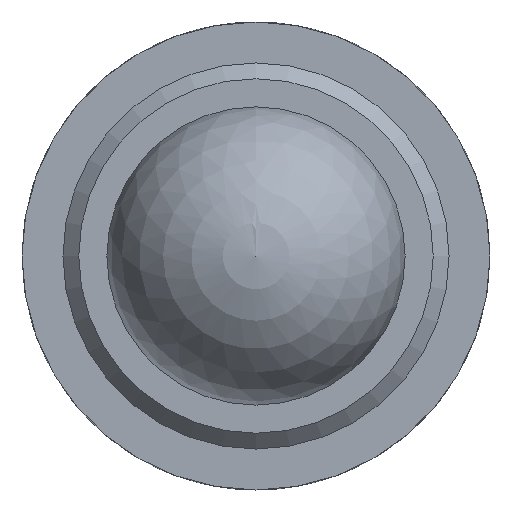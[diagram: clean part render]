
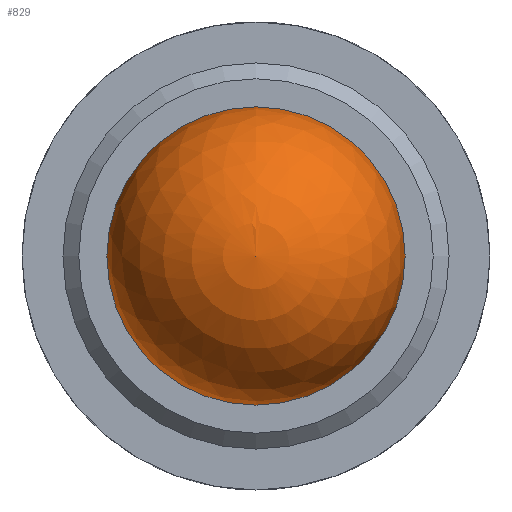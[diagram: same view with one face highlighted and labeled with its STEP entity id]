
A CAD part, front view. The second image highlights one B-rep face of the part: STEP entity #829.
In plain terms, the highlighted spherical face has radius 12.75 mm.
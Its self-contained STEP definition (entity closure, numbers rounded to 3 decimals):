
#19=SPHERICAL_SURFACE('',#950,12.75);
#171=FACE_OUTER_BOUND('',#235,.T.);
#235=EDGE_LOOP('',(#651,#652,#653,#654));
#303=CIRCLE('',#948,12.75);
#304=CIRCLE('',#949,12.75);
#305=CIRCLE('',#951,12.75);
#374=VERTEX_POINT('',#1448);
#375=VERTEX_POINT('',#1449);
#376=VERTEX_POINT('',#1454);
#470=EDGE_CURVE('',#374,#375,#303,.T.);
#472=EDGE_CURVE('',#375,#374,#304,.T.);
#473=EDGE_CURVE('',#375,#376,#305,.T.);
#651=ORIENTED_EDGE('',*,*,#470,.T.);
#652=ORIENTED_EDGE('',*,*,#473,.T.);
#653=ORIENTED_EDGE('',*,*,#473,.F.);
#654=ORIENTED_EDGE('',*,*,#472,.T.);
#829=ADVANCED_FACE('',(#171),#19,.T.);
#948=AXIS2_PLACEMENT_3D('',#1450,#1176,#1177);
#949=AXIS2_PLACEMENT_3D('',#1452,#1179,#1180);
#950=AXIS2_PLACEMENT_3D('',#1453,#1181,#1182);
#951=AXIS2_PLACEMENT_3D('',#1455,#1183,#1184);
#1176=DIRECTION('center_axis',(0.,-1.,0.));
#1177=DIRECTION('ref_axis',(1.,0.,0.));
#1179=DIRECTION('center_axis',(0.,-1.,0.));
#1180=DIRECTION('ref_axis',(1.,0.,0.));
#1181=DIRECTION('center_axis',(0.,1.,0.));
#1182=DIRECTION('ref_axis',(0.,0.,-1.));
#1183=DIRECTION('center_axis',(1.,0.,0.));
#1184=DIRECTION('ref_axis',(0.,0.,1.));
#1448=CARTESIAN_POINT('',(-12.75,12.75,0.));
#1449=CARTESIAN_POINT('',(0.,12.75,12.75));
#1450=CARTESIAN_POINT('Origin',(0.,12.75,0.));
#1452=CARTESIAN_POINT('Origin',(0.,12.75,0.));
#1453=CARTESIAN_POINT('Origin',(0.,12.75,0.));
#1454=CARTESIAN_POINT('',(0.,0.,0.));
#1455=CARTESIAN_POINT('Origin',(0.,12.75,0.));
